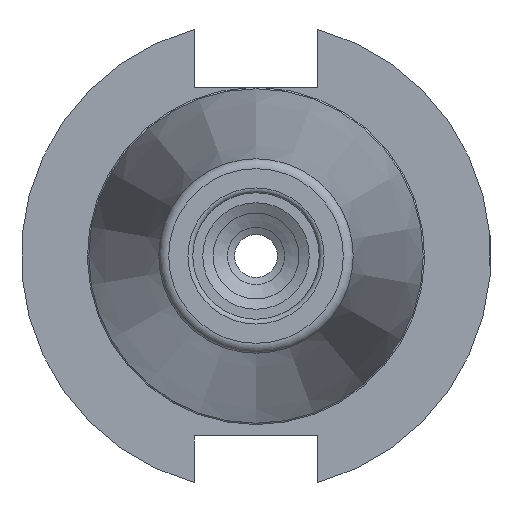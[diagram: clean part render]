
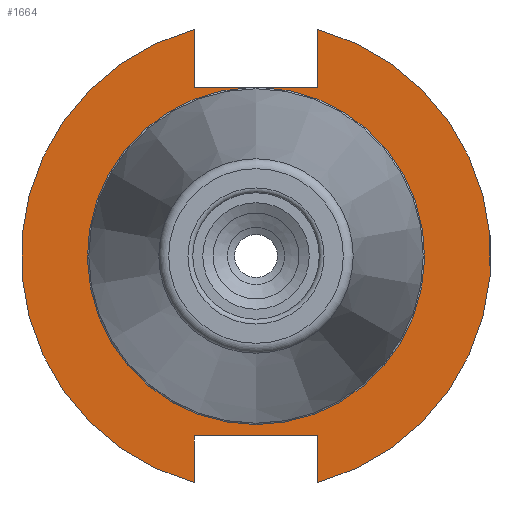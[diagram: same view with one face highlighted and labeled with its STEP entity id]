
A CAD part, left-side view. The second image highlights one B-rep face of the part: STEP entity #1664.
In plain terms, the highlighted planar face has unit normal (-1, 0, 0).
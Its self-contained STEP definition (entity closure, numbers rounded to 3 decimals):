
#1134=CARTESIAN_POINT('',(3.175,12.95,-37.7));
#1135=VERTEX_POINT('',#1134);
#1142=CARTESIAN_POINT('',(3.175,12.95,-47.478));
#1143=VERTEX_POINT('',#1142);
#1144=CARTESIAN_POINT('',(3.175,12.95,-47.478));
#1145=DIRECTION('',(0.0,0.0,1.0));
#1146=VECTOR('',#1145,9.778);
#1147=LINE('',#1144,#1146);
#1148=EDGE_CURVE('',#1143,#1135,#1147,.T.);
#1340=CARTESIAN_POINT('',(3.175,-12.95,-47.478));
#1341=VERTEX_POINT('',#1340);
#1348=CARTESIAN_POINT('',(3.175,-12.95,-37.7));
#1349=VERTEX_POINT('',#1348);
#1350=CARTESIAN_POINT('',(3.175,-12.95,-37.7));
#1351=DIRECTION('',(0.0,0.0,-1.0));
#1352=VECTOR('',#1351,9.778);
#1353=LINE('',#1350,#1352);
#1354=EDGE_CURVE('',#1349,#1341,#1353,.T.);
#1373=CARTESIAN_POINT('',(3.175,12.95,-37.7));
#1374=DIRECTION('',(0.0,-1.0,0.0));
#1375=VECTOR('',#1374,25.9);
#1376=LINE('',#1373,#1375);
#1377=EDGE_CURVE('',#1135,#1349,#1376,.T.);
#1597=CARTESIAN_POINT('',(3.175,0.0,42.3));
#1598=DIRECTION('',(-1.0,0.0,0.0));
#1599=DIRECTION('',(0.0,0.0,1.0));
#1600=AXIS2_PLACEMENT_3D('',#1597,#1598,#1599);
#1601=PLANE('',#1600);
#1602=ORIENTED_EDGE('',*,*,#1148,.T.);
#1603=ORIENTED_EDGE('',*,*,#1377,.T.);
#1604=ORIENTED_EDGE('',*,*,#1354,.T.);
#1605=CARTESIAN_POINT('',(3.175,-12.95,47.478));
#1606=VERTEX_POINT('',#1605);
#1607=CARTESIAN_POINT('',(3.175,0.0,0.0));
#1608=DIRECTION('',(-1.0,0.0,0.0));
#1609=DIRECTION('',(0.0,0.0,1.0));
#1610=AXIS2_PLACEMENT_3D('',#1607,#1608,#1609);
#1611=CIRCLE('',#1610,49.213);
#1612=EDGE_CURVE('',#1341,#1606,#1611,.T.);
#1613=ORIENTED_EDGE('',*,*,#1612,.T.);
#1614=CARTESIAN_POINT('',(3.175,-12.95,35.3));
#1615=VERTEX_POINT('',#1614);
#1616=CARTESIAN_POINT('',(3.175,-12.95,47.478));
#1617=DIRECTION('',(0.0,0.0,-1.0));
#1618=VECTOR('',#1617,12.178);
#1619=LINE('',#1616,#1618);
#1620=EDGE_CURVE('',#1606,#1615,#1619,.T.);
#1621=ORIENTED_EDGE('',*,*,#1620,.T.);
#1622=CARTESIAN_POINT('',(3.175,-1.329,35.3));
#1623=VERTEX_POINT('',#1622);
#1624=CARTESIAN_POINT('',(3.175,-12.95,35.3));
#1625=DIRECTION('',(0.0,1.0,0.0));
#1626=VECTOR('',#1625,11.621);
#1627=LINE('',#1624,#1626);
#1628=EDGE_CURVE('',#1615,#1623,#1627,.T.);
#1629=ORIENTED_EDGE('',*,*,#1628,.T.);
#1630=CARTESIAN_POINT('',(3.175,1.329,35.3));
#1631=VERTEX_POINT('',#1630);
#1632=CARTESIAN_POINT('',(3.175,0.0,0.0));
#1633=DIRECTION('',(-1.0,0.0,0.0));
#1634=DIRECTION('',(0.0,1.0,0.0));
#1635=AXIS2_PLACEMENT_3D('',#1632,#1633,#1634);
#1636=CIRCLE('',#1635,35.325);
#1637=EDGE_CURVE('',#1631,#1623,#1636,.T.);
#1638=ORIENTED_EDGE('',*,*,#1637,.F.);
#1639=CARTESIAN_POINT('',(3.175,12.95,35.3));
#1640=VERTEX_POINT('',#1639);
#1641=CARTESIAN_POINT('',(3.175,1.329,35.3));
#1642=DIRECTION('',(0.0,1.0,0.0));
#1643=VECTOR('',#1642,11.621);
#1644=LINE('',#1641,#1643);
#1645=EDGE_CURVE('',#1631,#1640,#1644,.T.);
#1646=ORIENTED_EDGE('',*,*,#1645,.T.);
#1647=CARTESIAN_POINT('',(3.175,12.95,47.478));
#1648=VERTEX_POINT('',#1647);
#1649=CARTESIAN_POINT('',(3.175,12.95,35.3));
#1650=DIRECTION('',(0.0,0.0,1.0));
#1651=VECTOR('',#1650,12.178);
#1652=LINE('',#1649,#1651);
#1653=EDGE_CURVE('',#1640,#1648,#1652,.T.);
#1654=ORIENTED_EDGE('',*,*,#1653,.T.);
#1655=CARTESIAN_POINT('',(3.175,0.0,0.0));
#1656=DIRECTION('',(-1.0,0.0,0.0));
#1657=DIRECTION('',(0.0,0.0,1.0));
#1658=AXIS2_PLACEMENT_3D('',#1655,#1656,#1657);
#1659=CIRCLE('',#1658,49.213);
#1660=EDGE_CURVE('',#1648,#1143,#1659,.T.);
#1661=ORIENTED_EDGE('',*,*,#1660,.T.);
#1662=EDGE_LOOP('',(#1602,#1603,#1604,#1613,#1621,#1629,#1638,#1646,#1654,#1661));
#1663=FACE_OUTER_BOUND('',#1662,.T.);
#1664=ADVANCED_FACE('',(#1663),#1601,.T.);
